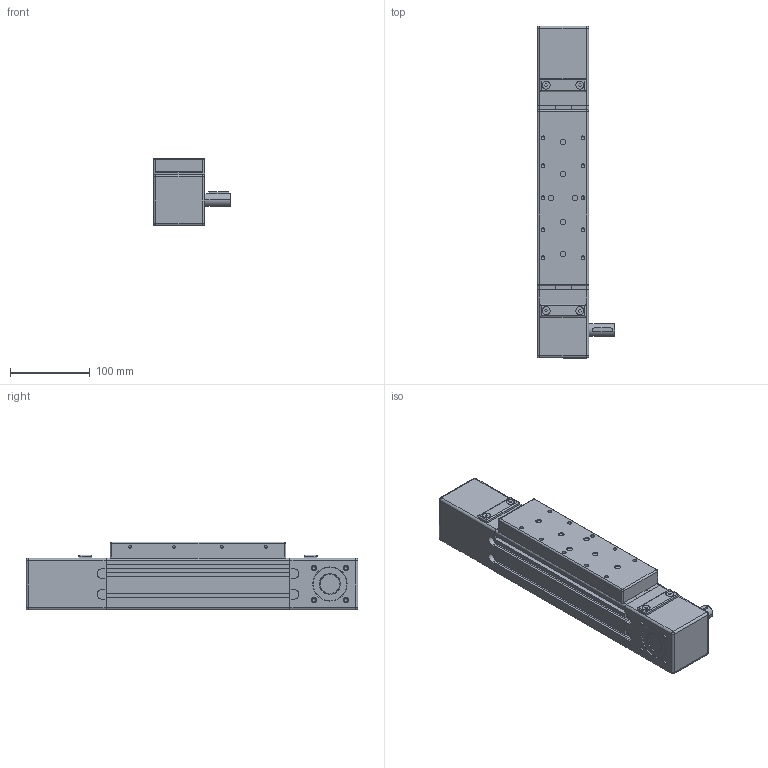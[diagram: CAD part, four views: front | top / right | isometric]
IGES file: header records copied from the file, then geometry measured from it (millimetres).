
Global section: file name: No Iges File Name specified; native system: Autodesk Inventor 2011; preprocessor: AutoDesk Inventor Iges Exporter R2011; author: Matej; date: 20110523.110644; units: millimetre
Bounding box: 97.5 x 415 x 85 mm (x, y, z)
Volume: 1837162.4 mm3; surface area: 252136.4 mm2
Topology: 4 solids, 9 shells, 864 faces, 2164 edges, 1302 vertices
Faces by surface type: plane 426, revolution 216, bspline 120, cylinder 64, cone 18, sphere 12, torus 8
